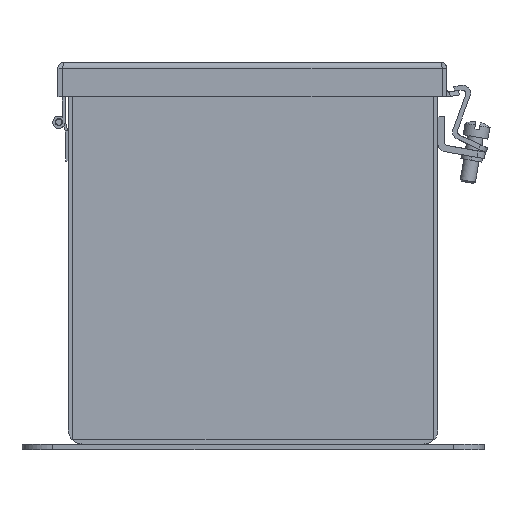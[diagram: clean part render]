
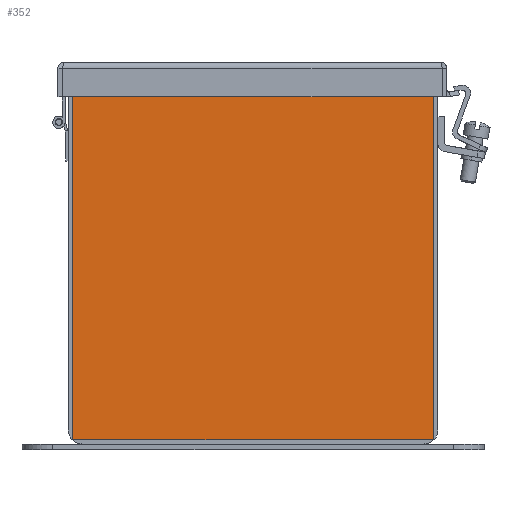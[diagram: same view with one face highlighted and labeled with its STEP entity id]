
A CAD part, left-side view. The second image highlights one B-rep face of the part: STEP entity #352.
In plain terms, the highlighted planar face has unit normal (-1, 0, 0).
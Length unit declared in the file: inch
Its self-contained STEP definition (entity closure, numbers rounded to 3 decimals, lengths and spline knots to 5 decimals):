
#77 = LINE ( 'NONE', #1506, #20687 ) ;
#352 = ADVANCED_FACE ( 'NONE', ( #2737 ), #14253, .F. ) ;
#386 = DIRECTION ( 'NONE',  ( 0., 1., 0. ) ) ;
#398 = VECTOR ( 'NONE', #9673, 39.37008 ) ;
#744 = VECTOR ( 'NONE', #12412, 39.37008 ) ;
#805 = EDGE_CURVE ( 'NONE', #2660, #11022, #19446, .T. ) ;
#1091 = EDGE_CURVE ( 'NONE', #13636, #16833, #11737, .T. ) ;
#1115 = LINE ( 'NONE', #5023, #19510 ) ;
#1211 = ORIENTED_EDGE ( 'NONE', *, *, #805, .F. ) ;
#1290 = EDGE_LOOP ( 'NONE', ( #17166, #17937, #5063, #16330, #6076, #12580, #11751, #1211, #19476, #3666, #6521, #9830 ) ) ;
#1435 = LINE ( 'NONE', #4799, #8198 ) ;
#1438 = DIRECTION ( 'NONE',  ( 0., 0., -1. ) ) ;
#1506 = CARTESIAN_POINT ( 'NONE',  ( -1.70918, 1.74875, 3.82204 ) ) ;
#2051 = VECTOR ( 'NONE', #1438, 39.37008 ) ;
#2221 = CARTESIAN_POINT ( 'NONE',  ( -1.70918, 4.18875, 3.79079 ) ) ;
#2460 = LINE ( 'NONE', #19425, #8236 ) ;
#2630 = LINE ( 'NONE', #10842, #10950 ) ;
#2660 = VERTEX_POINT ( 'NONE', #11888 ) ;
#2737 = FACE_OUTER_BOUND ( 'NONE', #1290, .T. ) ;
#2938 = CARTESIAN_POINT ( 'NONE',  ( -1.70918, 4.18875, 3.79059 ) ) ;
#3461 = CARTESIAN_POINT ( 'NONE',  ( -1.70918, -0.69145, 3.79059 ) ) ;
#3666 = ORIENTED_EDGE ( 'NONE', *, *, #14200, .F. ) ;
#4275 = LINE ( 'NONE', #21243, #2051 ) ;
#4799 = CARTESIAN_POINT ( 'NONE',  ( -1.70918, -0.69125, 3.79059 ) ) ;
#5023 = CARTESIAN_POINT ( 'NONE',  ( -1.70918, -1.17725, 0.89604 ) ) ;
#5063 = ORIENTED_EDGE ( 'NONE', *, *, #20994, .F. ) ;
#5219 = CARTESIAN_POINT ( 'NONE',  ( -1.70918, -0.69125, 3.79079 ) ) ;
#5329 = VERTEX_POINT ( 'NONE', #2938 ) ;
#5685 = VECTOR ( 'NONE', #7359, 39.37008 ) ;
#5753 = CARTESIAN_POINT ( 'NONE',  ( -1.70918, 1.74875, 3.79079 ) ) ;
#5860 = VERTEX_POINT ( 'NONE', #19721 ) ;
#6076 = ORIENTED_EDGE ( 'NONE', *, *, #17540, .T. ) ;
#6128 = DIRECTION ( 'NONE',  ( 0., 0., -1. ) ) ;
#6198 = CARTESIAN_POINT ( 'NONE',  ( -1.70918, -1.17725, -2.02996 ) ) ;
#6521 = ORIENTED_EDGE ( 'NONE', *, *, #15979, .F. ) ;
#6686 = CARTESIAN_POINT ( 'NONE',  ( -1.70918, 4.18895, 3.79059 ) ) ;
#6915 = CARTESIAN_POINT ( 'NONE',  ( -1.70918, 4.18875, 3.79059 ) ) ;
#7047 = LINE ( 'NONE', #5753, #744 ) ;
#7103 = VERTEX_POINT ( 'NONE', #20922 ) ;
#7359 = DIRECTION ( 'NONE',  ( 0., 1., 0. ) ) ;
#7795 = VERTEX_POINT ( 'NONE', #5219 ) ;
#7945 = VERTEX_POINT ( 'NONE', #3461 ) ;
#8198 = VECTOR ( 'NONE', #21563, 39.37008 ) ;
#8236 = VECTOR ( 'NONE', #12526, 39.37008 ) ;
#8784 = VECTOR ( 'NONE', #12244, 39.37008 ) ;
#9002 = LINE ( 'NONE', #15638, #8784 ) ;
#9146 = CARTESIAN_POINT ( 'NONE',  ( -1.70918, 4.18895, 3.79059 ) ) ;
#9372 = EDGE_CURVE ( 'NONE', #5860, #7795, #1435, .T. ) ;
#9673 = DIRECTION ( 'NONE',  ( 0., 0., 1. ) ) ;
#9830 = ORIENTED_EDGE ( 'NONE', *, *, #17978, .T. ) ;
#10360 = LINE ( 'NONE', #16626, #16845 ) ;
#10555 = CARTESIAN_POINT ( 'NONE',  ( -1.70918, 4.67475, 3.82204 ) ) ;
#10842 = CARTESIAN_POINT ( 'NONE',  ( -1.70918, -0.69145, 3.82204 ) ) ;
#10950 = VECTOR ( 'NONE', #6128, 39.37008 ) ;
#10960 = CARTESIAN_POINT ( 'NONE',  ( -1.70918, 1.74875, 0.89604 ) ) ;
#11022 = VERTEX_POINT ( 'NONE', #10555 ) ;
#11737 = LINE ( 'NONE', #6686, #16124 ) ;
#11751 = ORIENTED_EDGE ( 'NONE', *, *, #16603, .F. ) ;
#11888 = CARTESIAN_POINT ( 'NONE',  ( -1.70918, 4.67475, -2.02996 ) ) ;
#12244 = DIRECTION ( 'NONE',  ( 0., -1., 0. ) ) ;
#12412 = DIRECTION ( 'NONE',  ( 0., -1., 0. ) ) ;
#12521 = EDGE_CURVE ( 'NONE', #7945, #5860, #2460, .T. ) ;
#12526 = DIRECTION ( 'NONE',  ( 0., 1., 0. ) ) ;
#12580 = ORIENTED_EDGE ( 'NONE', *, *, #1091, .T. ) ;
#12770 = VERTEX_POINT ( 'NONE', #13627 ) ;
#13071 = CARTESIAN_POINT ( 'NONE',  ( -1.70918, 4.18895, 3.82204 ) ) ;
#13152 = VERTEX_POINT ( 'NONE', #2221 ) ;
#13269 = AXIS2_PLACEMENT_3D ( 'NONE', #10960, #21021, #386 ) ;
#13308 = DIRECTION ( 'NONE',  ( 0., -1., 0. ) ) ;
#13364 = DIRECTION ( 'NONE',  ( 0., 0., -1. ) ) ;
#13598 = DIRECTION ( 'NONE',  ( 0., 0., 1. ) ) ;
#13627 = CARTESIAN_POINT ( 'NONE',  ( -1.70918, -0.69145, 3.82204 ) ) ;
#13636 = VERTEX_POINT ( 'NONE', #9146 ) ;
#14026 = EDGE_CURVE ( 'NONE', #13152, #5329, #4275, .T. ) ;
#14200 = EDGE_CURVE ( 'NONE', #7103, #18263, #1115, .T. ) ;
#14253 = PLANE ( 'NONE',  #13269 ) ;
#15638 = CARTESIAN_POINT ( 'NONE',  ( -1.70918, 1.74875, 3.82204 ) ) ;
#15979 = EDGE_CURVE ( 'NONE', #12770, #7103, #9002, .T. ) ;
#16031 = CARTESIAN_POINT ( 'NONE',  ( -1.70918, 4.67475, 0.89604 ) ) ;
#16124 = VECTOR ( 'NONE', #13598, 39.37008 ) ;
#16330 = ORIENTED_EDGE ( 'NONE', *, *, #14026, .T. ) ;
#16603 = EDGE_CURVE ( 'NONE', #11022, #16833, #77, .T. ) ;
#16626 = CARTESIAN_POINT ( 'NONE',  ( -1.70918, 1.74875, -2.02996 ) ) ;
#16833 = VERTEX_POINT ( 'NONE', #13071 ) ;
#16845 = VECTOR ( 'NONE', #18262, 39.37008 ) ;
#17166 = ORIENTED_EDGE ( 'NONE', *, *, #12521, .T. ) ;
#17540 = EDGE_CURVE ( 'NONE', #5329, #13636, #20391, .T. ) ;
#17937 = ORIENTED_EDGE ( 'NONE', *, *, #9372, .T. ) ;
#17978 = EDGE_CURVE ( 'NONE', #12770, #7945, #2630, .T. ) ;
#18262 = DIRECTION ( 'NONE',  ( 0., 1., 0. ) ) ;
#18263 = VERTEX_POINT ( 'NONE', #6198 ) ;
#19425 = CARTESIAN_POINT ( 'NONE',  ( -1.70918, -0.69145, 3.79059 ) ) ;
#19446 = LINE ( 'NONE', #16031, #398 ) ;
#19476 = ORIENTED_EDGE ( 'NONE', *, *, #21265, .F. ) ;
#19510 = VECTOR ( 'NONE', #13364, 39.37008 ) ;
#19721 = CARTESIAN_POINT ( 'NONE',  ( -1.70918, -0.69125, 3.79059 ) ) ;
#20391 = LINE ( 'NONE', #6915, #5685 ) ;
#20687 = VECTOR ( 'NONE', #13308, 39.37008 ) ;
#20922 = CARTESIAN_POINT ( 'NONE',  ( -1.70918, -1.17725, 3.82204 ) ) ;
#20994 = EDGE_CURVE ( 'NONE', #13152, #7795, #7047, .T. ) ;
#21021 = DIRECTION ( 'NONE',  ( 1., 0., 0. ) ) ;
#21243 = CARTESIAN_POINT ( 'NONE',  ( -1.70918, 4.18875, 3.82204 ) ) ;
#21265 = EDGE_CURVE ( 'NONE', #18263, #2660, #10360, .T. ) ;
#21563 = DIRECTION ( 'NONE',  ( 0., 0., 1. ) ) ;
